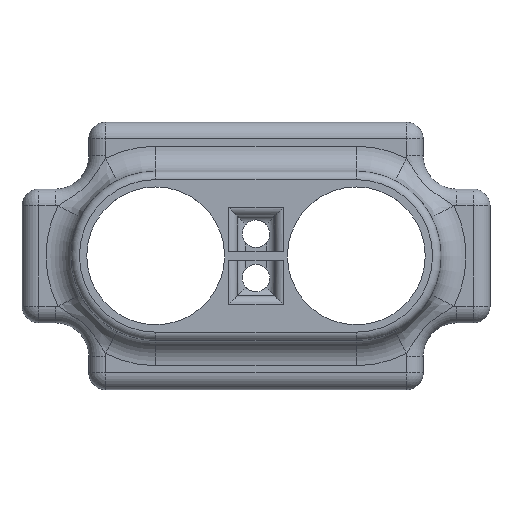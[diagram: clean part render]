
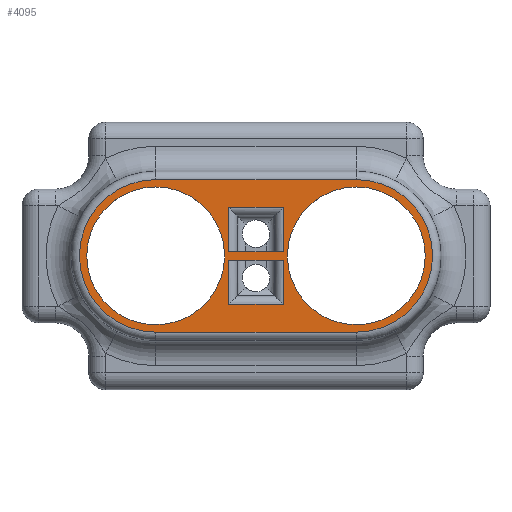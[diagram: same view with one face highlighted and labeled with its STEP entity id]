
A CAD part, top view. The second image highlights one B-rep face of the part: STEP entity #4095.
In plain terms, the highlighted planar face has unit normal (0, 0, 1).
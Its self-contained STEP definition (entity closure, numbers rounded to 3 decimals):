
#203=LINE('',#6787,#513);
#204=LINE('',#6793,#514);
#205=LINE('',#6797,#515);
#206=LINE('',#6799,#516);
#207=LINE('',#6801,#517);
#208=LINE('',#6802,#518);
#209=LINE('',#6809,#519);
#210=LINE('',#6811,#520);
#211=LINE('',#6813,#521);
#212=LINE('',#6814,#522);
#513=VECTOR('',#5175,24.);
#514=VECTOR('',#5182,24.);
#515=VECTOR('',#5185,5.3);
#516=VECTOR('',#5186,6.5);
#517=VECTOR('',#5187,5.3);
#518=VECTOR('',#5188,6.5);
#519=VECTOR('',#5193,6.5);
#520=VECTOR('',#5194,5.3);
#521=VECTOR('',#5195,6.5);
#522=VECTOR('',#5196,5.3);
#771=PLANE('',#4432);
#854=FACE_BOUND('',#1189,.T.);
#855=FACE_BOUND('',#1190,.T.);
#856=FACE_BOUND('',#1191,.T.);
#857=FACE_BOUND('',#1192,.T.);
#919=FACE_OUTER_BOUND('',#1188,.T.);
#1188=EDGE_LOOP('',(#2953,#2954,#2955,#2956));
#1189=EDGE_LOOP('',(#2957,#2958,#2959,#2960));
#1190=EDGE_LOOP('',(#2961));
#1191=EDGE_LOOP('',(#2962));
#1192=EDGE_LOOP('',(#2963,#2964,#2965,#2966));
#1476=CIRCLE('',#4433,9.128);
#1477=CIRCLE('',#4434,9.128);
#1478=CIRCLE('',#4435,8.25);
#1479=CIRCLE('',#4436,8.25);
#1792=VERTEX_POINT('',#6784);
#1793=VERTEX_POINT('',#6786);
#1794=VERTEX_POINT('',#6790);
#1795=VERTEX_POINT('',#6792);
#1796=VERTEX_POINT('',#6795);
#1797=VERTEX_POINT('',#6796);
#1798=VERTEX_POINT('',#6798);
#1799=VERTEX_POINT('',#6800);
#1800=VERTEX_POINT('',#6803);
#1801=VERTEX_POINT('',#6805);
#1802=VERTEX_POINT('',#6807);
#1803=VERTEX_POINT('',#6808);
#1804=VERTEX_POINT('',#6810);
#1805=VERTEX_POINT('',#6812);
#2225=EDGE_CURVE('',#1792,#1793,#203,.T.);
#2227=EDGE_CURVE('',#1794,#1792,#1476,.T.);
#2228=EDGE_CURVE('',#1795,#1794,#204,.T.);
#2229=EDGE_CURVE('',#1793,#1795,#1477,.T.);
#2230=EDGE_CURVE('',#1796,#1797,#205,.T.);
#2231=EDGE_CURVE('',#1798,#1796,#206,.T.);
#2232=EDGE_CURVE('',#1799,#1798,#207,.T.);
#2233=EDGE_CURVE('',#1799,#1797,#208,.T.);
#2234=EDGE_CURVE('',#1800,#1800,#1478,.T.);
#2235=EDGE_CURVE('',#1801,#1801,#1479,.T.);
#2236=EDGE_CURVE('',#1802,#1803,#209,.T.);
#2237=EDGE_CURVE('',#1804,#1803,#210,.T.);
#2238=EDGE_CURVE('',#1805,#1804,#211,.T.);
#2239=EDGE_CURVE('',#1802,#1805,#212,.T.);
#2953=ORIENTED_EDGE('',*,*,#2225,.F.);
#2954=ORIENTED_EDGE('',*,*,#2227,.F.);
#2955=ORIENTED_EDGE('',*,*,#2228,.F.);
#2956=ORIENTED_EDGE('',*,*,#2229,.F.);
#2957=ORIENTED_EDGE('',*,*,#2230,.F.);
#2958=ORIENTED_EDGE('',*,*,#2231,.F.);
#2959=ORIENTED_EDGE('',*,*,#2232,.F.);
#2960=ORIENTED_EDGE('',*,*,#2233,.T.);
#2961=ORIENTED_EDGE('',*,*,#2234,.T.);
#2962=ORIENTED_EDGE('',*,*,#2235,.T.);
#2963=ORIENTED_EDGE('',*,*,#2236,.T.);
#2964=ORIENTED_EDGE('',*,*,#2237,.F.);
#2965=ORIENTED_EDGE('',*,*,#2238,.F.);
#2966=ORIENTED_EDGE('',*,*,#2239,.F.);
#4095=ADVANCED_FACE('',(#919,#854,#855,#856,#857),#771,.T.);
#4432=AXIS2_PLACEMENT_3D('',#6789,#5178,#5179);
#4433=AXIS2_PLACEMENT_3D('',#6791,#5180,#5181);
#4434=AXIS2_PLACEMENT_3D('',#6794,#5183,#5184);
#4435=AXIS2_PLACEMENT_3D('',#6804,#5189,#5190);
#4436=AXIS2_PLACEMENT_3D('',#6806,#5191,#5192);
#5175=DIRECTION('',(1.,0.,0.));
#5178=DIRECTION('center_axis',(0.,0.,1.));
#5179=DIRECTION('ref_axis',(1.,0.,0.));
#5180=DIRECTION('center_axis',(0.,0.,-1.));
#5181=DIRECTION('ref_axis',(-1.,0.,0.));
#5182=DIRECTION('',(-1.,0.,0.));
#5183=DIRECTION('center_axis',(0.,0.,-1.));
#5184=DIRECTION('ref_axis',(1.,0.,0.));
#5185=DIRECTION('',(0.,-1.,0.));
#5186=DIRECTION('',(-1.,0.,0.));
#5187=DIRECTION('',(0.,1.,0.));
#5188=DIRECTION('',(-1.,0.,0.));
#5189=DIRECTION('center_axis',(0.,0.,-1.));
#5190=DIRECTION('ref_axis',(-1.,0.,0.));
#5191=DIRECTION('center_axis',(0.,0.,-1.));
#5192=DIRECTION('ref_axis',(-1.,0.,0.));
#5193=DIRECTION('',(1.,0.,0.));
#5194=DIRECTION('',(0.,1.,0.));
#5195=DIRECTION('',(1.,0.,0.));
#5196=DIRECTION('',(0.,-1.,0.));
#6784=CARTESIAN_POINT('',(16.,25.128,10.95));
#6786=CARTESIAN_POINT('',(40.,25.128,10.95));
#6787=CARTESIAN_POINT('',(34.,25.128,10.95));
#6789=CARTESIAN_POINT('Origin',(28.,16.,10.95));
#6790=CARTESIAN_POINT('',(16.,6.872,10.95));
#6791=CARTESIAN_POINT('Origin',(16.,16.,10.95));
#6792=CARTESIAN_POINT('',(40.,6.872,10.95));
#6793=CARTESIAN_POINT('',(22.,6.872,10.95));
#6794=CARTESIAN_POINT('Origin',(40.,16.,10.95));
#6795=CARTESIAN_POINT('',(24.75,21.8,10.95));
#6796=CARTESIAN_POINT('',(24.75,16.5,10.95));
#6797=CARTESIAN_POINT('',(24.75,13.6,10.95));
#6798=CARTESIAN_POINT('',(31.25,21.8,10.95));
#6799=CARTESIAN_POINT('',(26.875,21.8,10.95));
#6800=CARTESIAN_POINT('',(31.25,16.5,10.95));
#6801=CARTESIAN_POINT('',(31.25,18.4,10.95));
#6802=CARTESIAN_POINT('',(31.25,16.5,10.95));
#6803=CARTESIAN_POINT('',(24.25,16.,10.95));
#6804=CARTESIAN_POINT('Origin',(16.,16.,10.95));
#6805=CARTESIAN_POINT('',(48.25,16.,10.95));
#6806=CARTESIAN_POINT('Origin',(40.,16.,10.95));
#6807=CARTESIAN_POINT('',(24.75,15.5,10.95));
#6808=CARTESIAN_POINT('',(31.25,15.5,10.95));
#6809=CARTESIAN_POINT('',(24.75,15.5,10.95));
#6810=CARTESIAN_POINT('',(31.25,10.2,10.95));
#6811=CARTESIAN_POINT('',(31.25,18.4,10.95));
#6812=CARTESIAN_POINT('',(24.75,10.2,10.95));
#6813=CARTESIAN_POINT('',(29.125,10.2,10.95));
#6814=CARTESIAN_POINT('',(24.75,13.6,10.95));
